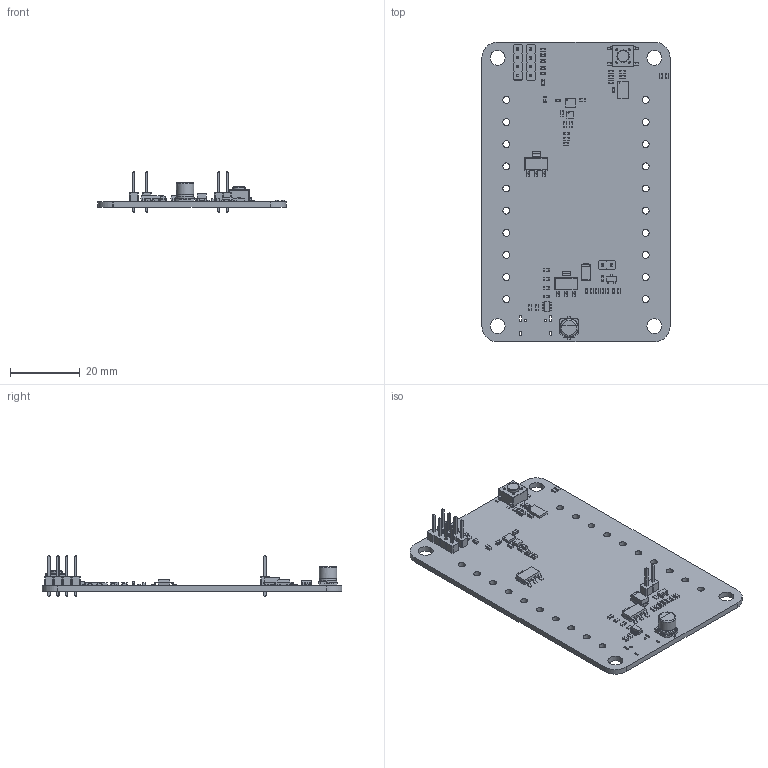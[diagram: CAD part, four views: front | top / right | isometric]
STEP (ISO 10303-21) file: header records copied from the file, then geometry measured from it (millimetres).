
FILE_DESCRIPTION(('KiCad electronic assembly'),'2;1');
FILE_NAME('AViC m4.step','2025-07-07T08:59:46',('Pcbnew'),('Kicad'), 'Open CASCADE STEP processor 7.8','KiCad to STEP converter','Unknown' );
FILE_SCHEMA(('AUTOMOTIVE_DESIGN { 1 0 10303 214 1 1 1 1 }'));
Length unit declared in the file: millimetre
Products named in the file (32): AViC m4 1; PinHeader_1x04_P2.54mm_Vertical; PinHeader_1x04_P254mm_Vertical; D_SMA; R_0603_1608Metric; C_0603_1608Metric; L_0603_1608Metric; LED_0603_1608Metric; SW_SPST_PTS645; SOT-23-6; SOT_23_6; LGA-12_2x2mm_P0.5mm; LGA_12_2x2mm_P05mm; SOT-223; SOT_223; LGA-14_3x2.5mm_P0.5mm_LayoutBorder3x4y; LGA_14_3x25mm_P05mm_LayoutBorder3x4y; CP_Elec_5x5.4; CP_Elec_5x54; PinHeader_1x02_P2.54mm_Vertical; PinHeader_1x02_P254mm_Vertical; LGA-8_3x5mm_P1.25mm; LGA_8_3x5mm_P125mm; SOT-23; SOT_23; AViC m4_PCB
Assembly tree (66 placements, depth 3):
  AViC m4 1
    PinHeader_1x04_P2.54mm_Vertical  x2
      PinHeader_1x04_P254mm_Vertical
    D_SMA
      D_SMA
    R_0603_1608Metric  x19
      R_0603_1608Metric
    C_0603_1608Metric  x14
      C_0603_1608Metric
    L_0603_1608Metric
      L_0603_1608Metric
    LED_0603_1608Metric  x3
      LED_0603_1608Metric
    SW_SPST_PTS645
      SW_SPST_PTS645
    SOT-23-6
      SOT_23_6
    LGA-12_2x2mm_P0.5mm
      LGA_12_2x2mm_P05mm
    SOT-223  x2
      SOT_223
    LGA-14_3x2.5mm_P0.5mm_LayoutBorder3x4y
      LGA_14_3x25mm_P05mm_LayoutBorder3x4y
    CP_Elec_5x5.4
      CP_Elec_5x54
    PinHeader_1x02_P2.54mm_Vertical
      PinHeader_1x02_P254mm_Vertical
    LGA-8_3x5mm_P1.25mm
      LGA_8_3x5mm_P125mm
    SOT-23
      SOT_23
    AViC m4_PCB
Bounding box: 54 x 86 x 11.54 mm (x, y, z)
Volume: 7784.1 mm3; surface area: 11253.4 mm2
Topology: 51 solids, 51 shells, 2111 faces, 5366 edges, 3458 vertices
Faces by surface type: plane 1482, cylinder 518, bspline 101, revolution 5, torus 4, cone 1
Full cylindrical faces by diameter (mm): 0.2 x2, 0.35 x1, 0.6 x4, 0.65 x2, 1 x10, 2 x20, 3.5 x1, 4.3 x4, 5 x2
Entity records: 36932 total; most frequent: CARTESIAN_POINT 5720, ORIENTED_EDGE 5004, DIRECTION 4740, EDGE_CURVE 2502, LINE 2007, VECTOR 2007, VERTEX_POINT 1598, AXIS2_PLACEMENT_3D 1364
